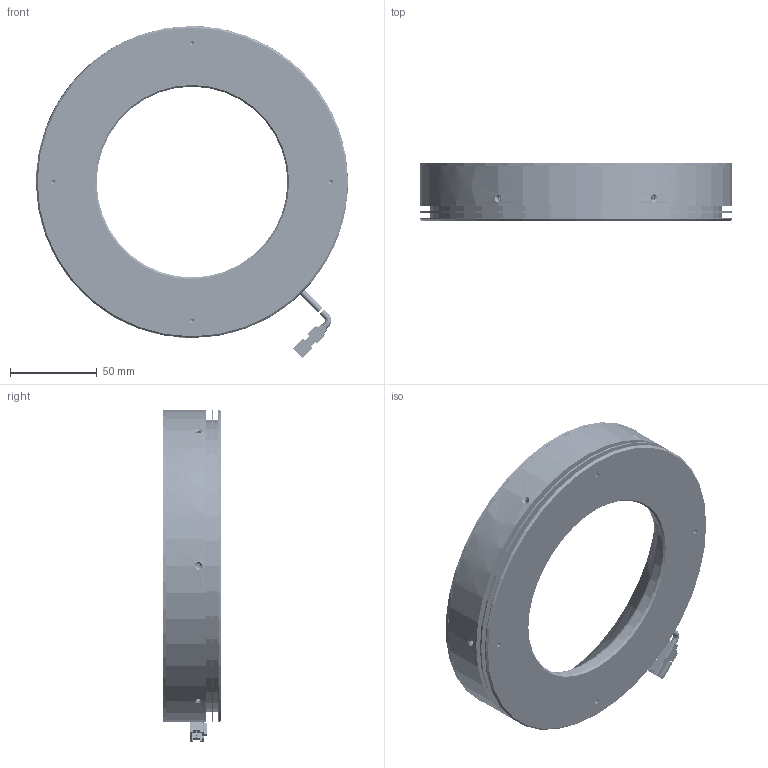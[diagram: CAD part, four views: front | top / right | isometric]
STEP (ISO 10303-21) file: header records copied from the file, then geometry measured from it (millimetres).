
FILE_DESCRIPTION (( 'STEP AP214' ), '1' );
FILE_NAME ('660016-B.STEP', '2019-03-25T07:07:16', ( 'user' ), ( '微软中国' ), 'SwSTEP 2.0', 'SolidWorks 2016', '' );
FILE_SCHEMA (( 'AUTOMOTIVE_DESIGN' ));
Length unit declared in the file: millimetre
Products named in the file (1): 660016-B
Bounding box: 180 x 33.5 x 191.47 mm (x, y, z)
Volume: 236718.6 mm3; surface area: 217057.7 mm2
Topology: 546 solids, 546 shells, 9482 faces, 22420 edges, 14589 vertices
Faces by surface type: plane 6561, cylinder 2312, bspline 552, cone 57
Entity records: 383350 total; most frequent: CARTESIAN_POINT 56396, DIRECTION 44737, ORIENTED_EDGE 42640, EDGE_CURVE 21320, LINE 15489, VECTOR 15489, AXIS2_PLACEMENT_3D 14624, VERTEX_POINT 14589
